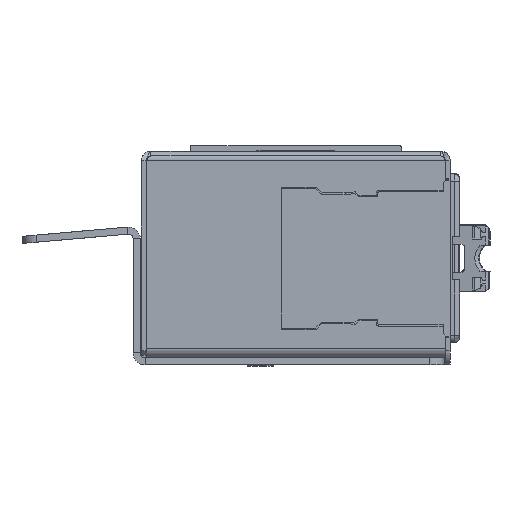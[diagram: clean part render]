
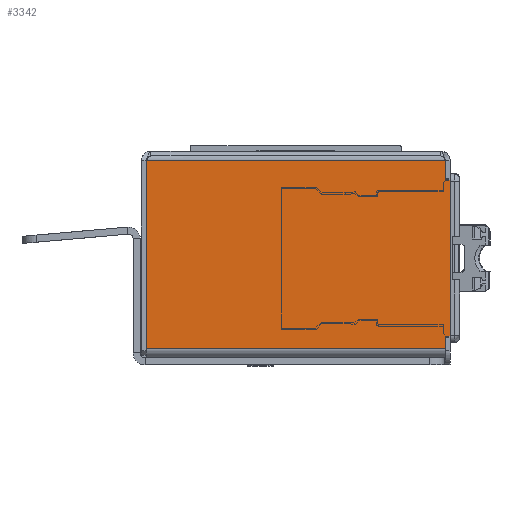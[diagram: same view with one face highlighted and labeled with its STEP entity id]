
A CAD part, left-side view. The second image highlights one B-rep face of the part: STEP entity #3342.
In plain terms, the highlighted planar face has unit normal (-1, 0, 0).
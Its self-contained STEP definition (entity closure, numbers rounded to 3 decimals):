
#3217 = ORIENTED_EDGE ( 'NONE', *, *, #43370, .F. ) ;
#3342 = ADVANCED_FACE ( 'NONE', ( #18346 ), #95458, .T. ) ;
#4180 = DIRECTION ( 'NONE',  ( 0., 1., 0. ) ) ;
#5015 = CARTESIAN_POINT ( 'NONE',  ( -220., -31.5, 20.5 ) ) ;
#6381 = DIRECTION ( 'NONE',  ( 0., -1., 0. ) ) ;
#6854 = VECTOR ( 'NONE', #6381, 1000. ) ;
#9337 = ORIENTED_EDGE ( 'NONE', *, *, #81821, .F. ) ;
#10124 = DIRECTION ( 'NONE',  ( -1., 0., 0. ) ) ;
#12672 = LINE ( 'NONE', #21502, #50597 ) ;
#13688 = LINE ( 'NONE', #51638, #63868 ) ;
#14501 = ORIENTED_EDGE ( 'NONE', *, *, #121244, .F. ) ;
#15800 = EDGE_CURVE ( 'NONE', #65806, #107147, #88325, .T. ) ;
#15853 = EDGE_CURVE ( 'NONE', #48547, #27444, #23768, .T. ) ;
#17136 = CARTESIAN_POINT ( 'NONE',  ( -220., -31.5, 16.45 ) ) ;
#18036 = ORIENTED_EDGE ( 'NONE', *, *, #15800, .F. ) ;
#18346 = FACE_OUTER_BOUND ( 'NONE', #26512, .T. ) ;
#18841 = CARTESIAN_POINT ( 'NONE',  ( -220., -32.5, 16.45 ) ) ;
#21300 = CARTESIAN_POINT ( 'NONE',  ( -220., 31.5, -19. ) ) ;
#21502 = CARTESIAN_POINT ( 'NONE',  ( -220., -32.5, 16.45 ) ) ;
#22429 = VECTOR ( 'NONE', #41698, 1000. ) ;
#23768 = LINE ( 'NONE', #64267, #80593 ) ;
#25667 = VERTEX_POINT ( 'NONE', #29744 ) ;
#26512 = EDGE_LOOP ( 'NONE', ( #89985, #101479, #36318, #81308, #3217, #14501, #18036, #9337 ) ) ;
#26763 = VERTEX_POINT ( 'NONE', #83098 ) ;
#27444 = VERTEX_POINT ( 'NONE', #61827 ) ;
#29744 = CARTESIAN_POINT ( 'NONE',  ( -220., 31.5, 20.5 ) ) ;
#34820 = LINE ( 'NONE', #35438, #6854 ) ;
#35438 = CARTESIAN_POINT ( 'NONE',  ( -220., 31.5, -19. ) ) ;
#36318 = ORIENTED_EDGE ( 'NONE', *, *, #67061, .T. ) ;
#37231 = CARTESIAN_POINT ( 'NONE',  ( -220., -31.5, -16.45 ) ) ;
#41698 = DIRECTION ( 'NONE',  ( 0., 0., -1. ) ) ;
#43370 = EDGE_CURVE ( 'NONE', #26763, #48547, #115875, .T. ) ;
#43410 = AXIS2_PLACEMENT_3D ( 'NONE', #47453, #10124, #106132 ) ;
#47453 = CARTESIAN_POINT ( 'NONE',  ( -220., 32.5, -22.5 ) ) ;
#47972 = LINE ( 'NONE', #112549, #112414 ) ;
#48547 = VERTEX_POINT ( 'NONE', #37231 ) ;
#50597 = VECTOR ( 'NONE', #55000, 1000. ) ;
#51638 = CARTESIAN_POINT ( 'NONE',  ( -220., -31.5, 20.5 ) ) ;
#53540 = DIRECTION ( 'NONE',  ( 0., 0., -1. ) ) ;
#55000 = DIRECTION ( 'NONE',  ( 0., 0., -1. ) ) ;
#61827 = CARTESIAN_POINT ( 'NONE',  ( -220., -31.5, -19. ) ) ;
#63868 = VECTOR ( 'NONE', #4180, 1000. ) ;
#64267 = CARTESIAN_POINT ( 'NONE',  ( -220., -31.5, -16.45 ) ) ;
#65806 = VERTEX_POINT ( 'NONE', #17136 ) ;
#67061 = EDGE_CURVE ( 'NONE', #99449, #27444, #34820, .T. ) ;
#76760 = CARTESIAN_POINT ( 'NONE',  ( -220., -32.5, -16.45 ) ) ;
#80593 = VECTOR ( 'NONE', #53540, 1000. ) ;
#81308 = ORIENTED_EDGE ( 'NONE', *, *, #15853, .F. ) ;
#81311 = CARTESIAN_POINT ( 'NONE',  ( -220., -31.5, 16.45 ) ) ;
#81821 = EDGE_CURVE ( 'NONE', #112560, #65806, #91612, .T. ) ;
#83098 = CARTESIAN_POINT ( 'NONE',  ( -220., -32.5, -16.45 ) ) ;
#88325 = LINE ( 'NONE', #81311, #94702 ) ;
#89370 = EDGE_CURVE ( 'NONE', #25667, #99449, #47972, .T. ) ;
#89735 = VECTOR ( 'NONE', #116487, 1000. ) ;
#89985 = ORIENTED_EDGE ( 'NONE', *, *, #99995, .T. ) ;
#91612 = LINE ( 'NONE', #5015, #22429 ) ;
#93643 = DIRECTION ( 'NONE',  ( 0., 0., -1. ) ) ;
#94702 = VECTOR ( 'NONE', #119826, 1000. ) ;
#95458 = PLANE ( 'NONE',  #43410 ) ;
#99449 = VERTEX_POINT ( 'NONE', #21300 ) ;
#99995 = EDGE_CURVE ( 'NONE', #112560, #25667, #13688, .T. ) ;
#101479 = ORIENTED_EDGE ( 'NONE', *, *, #89370, .T. ) ;
#106132 = DIRECTION ( 'NONE',  ( 0., 0., 1. ) ) ;
#107147 = VERTEX_POINT ( 'NONE', #18841 ) ;
#112414 = VECTOR ( 'NONE', #93643, 1000. ) ;
#112549 = CARTESIAN_POINT ( 'NONE',  ( -220., 31.5, 20.5 ) ) ;
#112560 = VERTEX_POINT ( 'NONE', #123047 ) ;
#115875 = LINE ( 'NONE', #76760, #89735 ) ;
#116487 = DIRECTION ( 'NONE',  ( 0., 1., 0. ) ) ;
#119826 = DIRECTION ( 'NONE',  ( 0., -1., 0. ) ) ;
#121244 = EDGE_CURVE ( 'NONE', #107147, #26763, #12672, .T. ) ;
#123047 = CARTESIAN_POINT ( 'NONE',  ( -220., -31.5, 20.5 ) ) ;
